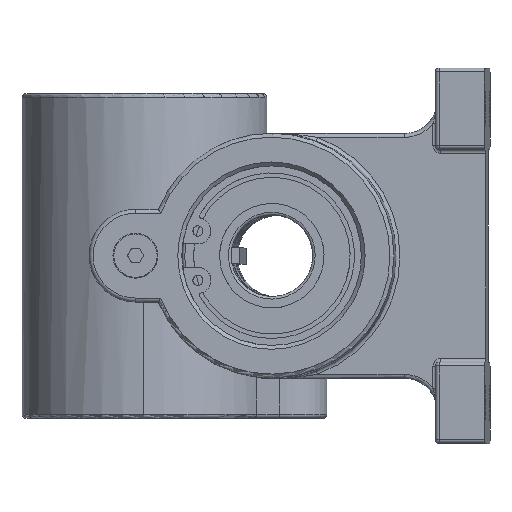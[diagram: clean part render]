
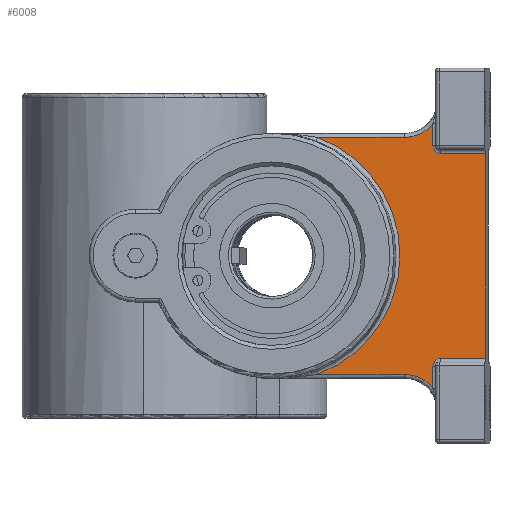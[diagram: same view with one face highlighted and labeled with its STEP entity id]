
A CAD part, front view. The second image highlights one B-rep face of the part: STEP entity #6008.
In plain terms, the highlighted planar face has unit normal (-0.021, -1, 0.002).
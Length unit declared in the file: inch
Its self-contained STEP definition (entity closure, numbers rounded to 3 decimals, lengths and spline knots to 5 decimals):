
#547=LINE('',#9515,#728);
#548=LINE('',#9519,#729);
#549=LINE('',#9523,#730);
#550=LINE('',#9525,#731);
#551=LINE('',#9527,#732);
#552=LINE('',#9531,#733);
#553=LINE('',#9534,#734);
#728=VECTOR('',#7427,0.3937);
#729=VECTOR('',#7430,0.3937);
#730=VECTOR('',#7433,0.3937);
#731=VECTOR('',#7434,0.3937);
#732=VECTOR('',#7435,0.3937);
#733=VECTOR('',#7438,0.3937);
#734=VECTOR('',#7441,0.3937);
#909=PLANE('',#6520);
#1159=FACE_OUTER_BOUND('',#1556,.T.);
#1556=EDGE_LOOP('',(#4249,#4250,#4251,#4252,#4253,#4254,#4255,#4256,#4257,
#4258,#4259,#4260));
#2276=CIRCLE('',#6519,0.9675);
#2277=CIRCLE('',#6521,0.28);
#2278=CIRCLE('',#6522,0.06);
#2279=CIRCLE('',#6523,0.06);
#2280=CIRCLE('',#6524,0.28);
#2784=VERTEX_POINT('',#9430);
#2787=VERTEX_POINT('',#9451);
#2790=VERTEX_POINT('',#9514);
#2791=VERTEX_POINT('',#9516);
#2792=VERTEX_POINT('',#9518);
#2793=VERTEX_POINT('',#9520);
#2794=VERTEX_POINT('',#9522);
#2795=VERTEX_POINT('',#9524);
#2796=VERTEX_POINT('',#9526);
#2797=VERTEX_POINT('',#9528);
#2798=VERTEX_POINT('',#9530);
#2799=VERTEX_POINT('',#9532);
#3389=EDGE_CURVE('',#2784,#2787,#2276,.T.);
#3392=EDGE_CURVE('',#2790,#2784,#547,.T.);
#3393=EDGE_CURVE('',#2791,#2790,#2277,.T.);
#3394=EDGE_CURVE('',#2792,#2791,#548,.T.);
#3395=EDGE_CURVE('',#2793,#2792,#2278,.T.);
#3396=EDGE_CURVE('',#2794,#2793,#549,.T.);
#3397=EDGE_CURVE('',#2794,#2795,#550,.T.);
#3398=EDGE_CURVE('',#2796,#2795,#551,.T.);
#3399=EDGE_CURVE('',#2797,#2796,#2279,.T.);
#3400=EDGE_CURVE('',#2798,#2797,#552,.T.);
#3401=EDGE_CURVE('',#2799,#2798,#2280,.T.);
#3402=EDGE_CURVE('',#2787,#2799,#553,.T.);
#4249=ORIENTED_EDGE('',*,*,#3389,.F.);
#4250=ORIENTED_EDGE('',*,*,#3392,.F.);
#4251=ORIENTED_EDGE('',*,*,#3393,.F.);
#4252=ORIENTED_EDGE('',*,*,#3394,.F.);
#4253=ORIENTED_EDGE('',*,*,#3395,.F.);
#4254=ORIENTED_EDGE('',*,*,#3396,.F.);
#4255=ORIENTED_EDGE('',*,*,#3397,.T.);
#4256=ORIENTED_EDGE('',*,*,#3398,.F.);
#4257=ORIENTED_EDGE('',*,*,#3399,.F.);
#4258=ORIENTED_EDGE('',*,*,#3400,.F.);
#4259=ORIENTED_EDGE('',*,*,#3401,.F.);
#4260=ORIENTED_EDGE('',*,*,#3402,.F.);
#6008=ADVANCED_FACE('',(#1159),#909,.T.);
#6519=AXIS2_PLACEMENT_3D('',#9455,#7423,#7424);
#6520=AXIS2_PLACEMENT_3D('',#9513,#7425,#7426);
#6521=AXIS2_PLACEMENT_3D('',#9517,#7428,#7429);
#6522=AXIS2_PLACEMENT_3D('',#9521,#7431,#7432);
#6523=AXIS2_PLACEMENT_3D('',#9529,#7436,#7437);
#6524=AXIS2_PLACEMENT_3D('',#9533,#7439,#7440);
#7423=DIRECTION('center_axis',(-0.021,-1.,0.002));
#7424=DIRECTION('ref_axis',(1.,-0.021,0.));
#7425=DIRECTION('center_axis',(-0.021,-1.,0.002));
#7426=DIRECTION('ref_axis',(0.,0.002,1.));
#7427=DIRECTION('',(-1.,0.021,0.));
#7428=DIRECTION('center_axis',(-0.021,-1.,0.002));
#7429=DIRECTION('ref_axis',(0.707,-0.014,0.707));
#7430=DIRECTION('',(0.,-0.002,-1.));
#7431=DIRECTION('center_axis',(-0.021,-1.,0.002));
#7432=DIRECTION('ref_axis',(-0.707,0.017,0.707));
#7433=DIRECTION('',(-1.,0.021,0.));
#7434=DIRECTION('',(0.,0.002,1.));
#7435=DIRECTION('',(1.,-0.021,0.));
#7436=DIRECTION('center_axis',(-0.021,-1.,0.002));
#7437=DIRECTION('ref_axis',(-0.707,0.014,-0.707));
#7438=DIRECTION('',(0.,-0.002,-1.));
#7439=DIRECTION('center_axis',(-0.021,-1.,0.002));
#7440=DIRECTION('ref_axis',(0.707,-0.017,-0.707));
#7441=DIRECTION('',(1.,-0.021,0.));
#9430=CARTESIAN_POINT('',(-0.77086,-0.9557,-1.7794));
#9451=CARTESIAN_POINT('',(-0.77086,-0.95163,0.03559));
#9455=CARTESIAN_POINT('Origin',(-1.10619,-0.9465,-0.87192));
#9513=CARTESIAN_POINT('Origin',(-0.15114,-0.9669,-0.87188));
#9514=CARTESIAN_POINT('',(-0.10642,-0.96989,-1.77937));
#9515=CARTESIAN_POINT('',(-0.62867,-0.95873,-1.7794));
#9516=CARTESIAN_POINT('',(0.11353,-0.97483,-1.88616));
#9517=CARTESIAN_POINT('Origin',(-0.10642,-0.97052,-2.05937));
#9518=CARTESIAN_POINT('',(0.11353,-0.97445,-1.71636));
#9519=CARTESIAN_POINT('',(0.11353,-0.97383,-1.43894));
#9520=CARTESIAN_POINT('',(0.17352,-0.9756,-1.65636));
#9521=CARTESIAN_POINT('Origin',(0.17352,-0.97573,-1.71636));
#9522=CARTESIAN_POINT('',(0.51844,-0.98297,-1.65634));
#9523=CARTESIAN_POINT('',(0.18365,-0.97581,-1.65636));
#9524=CARTESIAN_POINT('',(0.51844,-0.97945,-0.08735));
#9525=CARTESIAN_POINT('',(0.51844,-0.98117,-0.85196));
#9526=CARTESIAN_POINT('',(0.17352,-0.97209,-0.08736));
#9527=CARTESIAN_POINT('',(0.18365,-0.9723,-0.08736));
#9528=CARTESIAN_POINT('',(0.11353,-0.97067,-0.02737));
#9529=CARTESIAN_POINT('Origin',(0.17352,-0.97195,-0.02736));
#9530=CARTESIAN_POINT('',(0.11353,-0.97029,0.14243));
#9531=CARTESIAN_POINT('',(0.11353,-0.97383,-1.43894));
#9532=CARTESIAN_POINT('',(-0.10642,-0.96583,0.03562));
#9533=CARTESIAN_POINT('Origin',(-0.10642,-0.9652,0.31562));
#9534=CARTESIAN_POINT('',(0.18365,-0.97203,0.03564));
